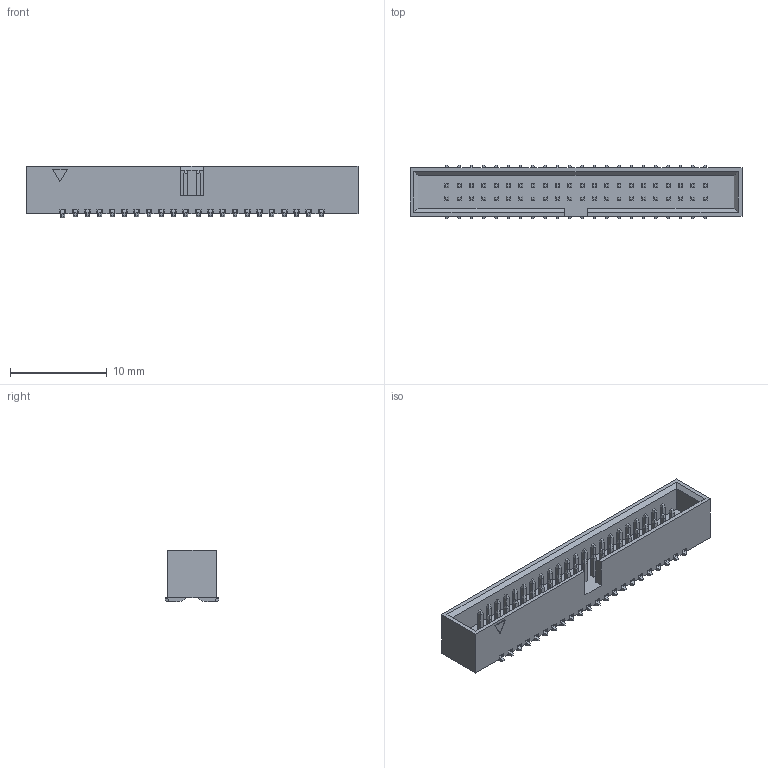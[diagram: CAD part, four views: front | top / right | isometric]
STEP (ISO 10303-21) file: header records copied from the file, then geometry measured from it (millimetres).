
FILE_DESCRIPTION(/* description */ ('Unknown'),/* implementation_level */ '2;1');
FILE_NAME(/* name */ '62704420621',/* time_stamp */ '2021-02-23T16:12:12+01:00',/* author */ ('Unknown'),/* organization */ ('Unknown'),/* preprocessor_version */ 'ST-DEVELOPER v16.7',/* originating_system */ 'DEX',/* authorisation */ $);
FILE_SCHEMA (('AUTOMOTIVE_DESIGN {1 0 10303 214 3 1 1}'));
Length unit declared in the file: millimetre
Products named in the file (3): 6270xx20621; 62704420621; 6270xx20621_PIN
Assembly tree (45 placements, depth 2):
  6270xx20621
    62704420621
    6270xx20621_PIN  x44
Bounding box: 34.29 x 5.55 x 5.3 mm (x, y, z)
Volume: 504.4 mm3; surface area: 1523.8 mm2
Topology: 45 solids, 45 shells, 1299 faces, 3312 edges, 2060 vertices
Faces by surface type: plane 1211, cylinder 88
Entity records: 21468 total; most frequent: CARTESIAN_POINT 3191, ORIENTED_EDGE 3184, DIRECTION 2738, EDGE_CURVE 1592, LINE 1588, VECTOR 1588, VERTEX_POINT 1028, AXIS2_PLACEMENT_3D 575
